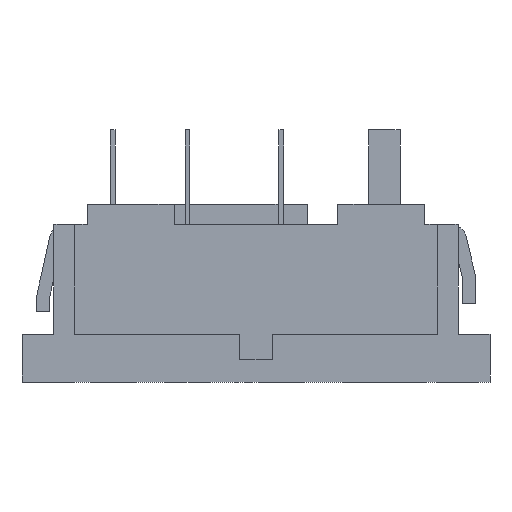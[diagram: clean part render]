
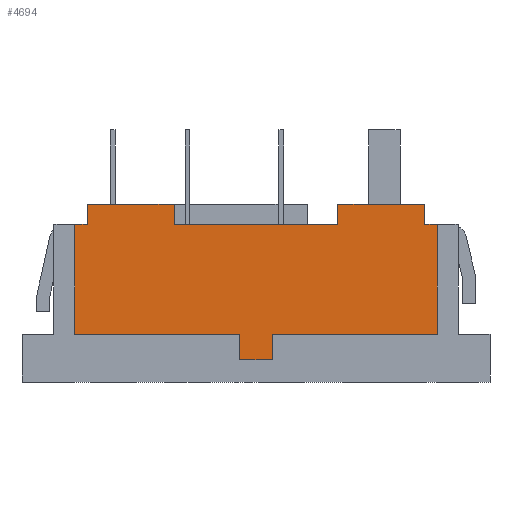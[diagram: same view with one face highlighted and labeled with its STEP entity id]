
A CAD part, left-side view. The second image highlights one B-rep face of the part: STEP entity #4694.
In plain terms, the highlighted planar face has unit normal (-1, 0, 0).
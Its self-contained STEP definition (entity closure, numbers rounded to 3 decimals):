
#145=DIRECTION('',(0.,-1.,0.));
#146=VECTOR('',#145,0.8);
#147=CARTESIAN_POINT('',(-9.322,11.405,0.));
#148=LINE('',#147,#146);
#285=DIRECTION('',(0.,-1.,0.));
#286=VECTOR('',#285,0.8);
#287=CARTESIAN_POINT('',(-9.322,-10.605,0.));
#288=LINE('',#287,#286);
#301=DIRECTION('',(0.,-1.,0.));
#302=VECTOR('',#301,10.287);
#303=CARTESIAN_POINT('',(-9.322,5.144,0.));
#304=LINE('',#303,#302);
#801=DIRECTION('',(0.,0.,1.));
#802=VECTOR('',#801,1.27);
#803=CARTESIAN_POINT('',(-9.322,5.144,0.));
#804=LINE('',#803,#802);
#805=DIRECTION('',(0.,0.,1.));
#806=VECTOR('',#805,1.27);
#807=CARTESIAN_POINT('',(-9.322,-5.144,0.));
#808=LINE('',#807,#806);
#809=DIRECTION('',(0.,0.,1.));
#810=VECTOR('',#809,6.909);
#811=CARTESIAN_POINT('',(-9.322,-11.405,-6.909));
#812=LINE('',#811,#810);
#813=DIRECTION('',(0.,-1.,0.));
#814=VECTOR('',#813,10.389);
#815=CARTESIAN_POINT('',(-9.322,-1.016,-6.909));
#816=LINE('',#815,#814);
#817=DIRECTION('',(0.,0.,1.));
#818=VECTOR('',#817,1.6);
#819=CARTESIAN_POINT('',(-9.322,-1.016,-8.509));
#820=LINE('',#819,#818);
#821=DIRECTION('',(0.,-1.,0.));
#822=VECTOR('',#821,2.032);
#823=CARTESIAN_POINT('',(-9.322,1.016,-8.509));
#824=LINE('',#823,#822);
#825=DIRECTION('',(0.,0.,-1.));
#826=VECTOR('',#825,1.6);
#827=CARTESIAN_POINT('',(-9.322,1.016,-6.909));
#828=LINE('',#827,#826);
#829=DIRECTION('',(0.,-1.,0.));
#830=VECTOR('',#829,10.389);
#831=CARTESIAN_POINT('',(-9.322,11.405,-6.909));
#832=LINE('',#831,#830);
#833=DIRECTION('',(0.,0.,-1.));
#834=VECTOR('',#833,6.909);
#835=CARTESIAN_POINT('',(-9.322,11.405,0.));
#836=LINE('',#835,#834);
#837=DIRECTION('',(0.,0.,1.));
#838=VECTOR('',#837,1.27);
#839=CARTESIAN_POINT('',(-9.322,10.605,0.));
#840=LINE('',#839,#838);
#849=DIRECTION('',(0.,0.,1.));
#850=VECTOR('',#849,1.27);
#851=CARTESIAN_POINT('',(-9.322,-10.605,0.));
#852=LINE('',#851,#850);
#853=DIRECTION('',(0.,-1.,0.));
#854=VECTOR('',#853,5.461);
#855=CARTESIAN_POINT('',(-9.322,10.605,1.27));
#856=LINE('',#855,#854);
#921=DIRECTION('',(0.,-1.,0.));
#922=VECTOR('',#921,5.461);
#923=CARTESIAN_POINT('',(-9.322,-5.144,1.27));
#924=LINE('',#923,#922);
#3213=CARTESIAN_POINT('',(-9.322,11.405,-6.909));
#3214=CARTESIAN_POINT('',(-9.322,1.016,-6.909));
#3215=VERTEX_POINT('',#3213);
#3216=VERTEX_POINT('',#3214);
#3217=CARTESIAN_POINT('',(-9.322,1.016,-8.509));
#3218=VERTEX_POINT('',#3217);
#3219=CARTESIAN_POINT('',(-9.322,-1.016,-8.509));
#3220=VERTEX_POINT('',#3219);
#3221=CARTESIAN_POINT('',(-9.322,-1.016,-6.909));
#3222=VERTEX_POINT('',#3221);
#3223=CARTESIAN_POINT('',(-9.322,-11.405,-6.909));
#3224=VERTEX_POINT('',#3223);
#3226=CARTESIAN_POINT('',(-9.322,-11.405,0.));
#3228=VERTEX_POINT('',#3226);
#3230=CARTESIAN_POINT('',(-9.322,11.405,0.));
#3232=VERTEX_POINT('',#3230);
#3525=CARTESIAN_POINT('',(-9.322,10.605,1.27));
#3526=CARTESIAN_POINT('',(-9.322,5.144,1.27));
#3527=VERTEX_POINT('',#3525);
#3528=VERTEX_POINT('',#3526);
#3557=CARTESIAN_POINT('',(-9.322,-10.605,1.27));
#3559=VERTEX_POINT('',#3557);
#3563=CARTESIAN_POINT('',(-9.322,-5.144,1.27));
#3564=VERTEX_POINT('',#3563);
#3565=CARTESIAN_POINT('',(-9.322,5.144,0.));
#3567=VERTEX_POINT('',#3565);
#3571=CARTESIAN_POINT('',(-9.322,10.605,0.));
#3572=VERTEX_POINT('',#3571);
#3597=CARTESIAN_POINT('',(-9.322,-10.605,0.));
#3599=VERTEX_POINT('',#3597);
#3603=CARTESIAN_POINT('',(-9.322,-5.144,0.));
#3604=VERTEX_POINT('',#3603);
#4660=CARTESIAN_POINT('',(-9.322,-14.707,0.));
#4661=DIRECTION('',(-1.,0.,0.));
#4662=DIRECTION('',(0.,-1.,0.));
#4663=AXIS2_PLACEMENT_3D('',#4660,#4661,#4662);
#4664=PLANE('',#4663);
#4665=ORIENTED_EDGE('',*,*,#4342,.T.);
#4667=ORIENTED_EDGE('',*,*,#4666,.T.);
#4669=ORIENTED_EDGE('',*,*,#4668,.T.);
#4671=ORIENTED_EDGE('',*,*,#4670,.F.);
#4672=ORIENTED_EDGE('',*,*,#4334,.T.);
#4673=ORIENTED_EDGE('',*,*,#4233,.F.);
#4675=ORIENTED_EDGE('',*,*,#4674,.F.);
#4677=ORIENTED_EDGE('',*,*,#4676,.F.);
#4679=ORIENTED_EDGE('',*,*,#4678,.F.);
#4681=ORIENTED_EDGE('',*,*,#4680,.F.);
#4683=ORIENTED_EDGE('',*,*,#4682,.F.);
#4685=ORIENTED_EDGE('',*,*,#4684,.F.);
#4686=ORIENTED_EDGE('',*,*,#4249,.T.);
#4688=ORIENTED_EDGE('',*,*,#4687,.T.);
#4690=ORIENTED_EDGE('',*,*,#4689,.T.);
#4691=ORIENTED_EDGE('',*,*,#4651,.F.);
#4692=EDGE_LOOP('',(#4665,#4667,#4669,#4671,#4672,#4673,#4675,#4677,#4679,#4681,
#4683,#4685,#4686,#4688,#4690,#4691));
#4693=FACE_OUTER_BOUND('',#4692,.F.);
#4233=EDGE_CURVE('',#3224,#3228,#812,.T.);
#4249=EDGE_CURVE('',#3232,#3572,#148,.T.);
#4334=EDGE_CURVE('',#3599,#3228,#288,.T.);
#4342=EDGE_CURVE('',#3567,#3604,#304,.T.);
#4651=EDGE_CURVE('',#3567,#3528,#804,.T.);
#4666=EDGE_CURVE('',#3604,#3564,#808,.T.);
#4668=EDGE_CURVE('',#3564,#3559,#924,.T.);
#4670=EDGE_CURVE('',#3599,#3559,#852,.T.);
#4674=EDGE_CURVE('',#3222,#3224,#816,.T.);
#4676=EDGE_CURVE('',#3220,#3222,#820,.T.);
#4678=EDGE_CURVE('',#3218,#3220,#824,.T.);
#4680=EDGE_CURVE('',#3216,#3218,#828,.T.);
#4682=EDGE_CURVE('',#3215,#3216,#832,.T.);
#4684=EDGE_CURVE('',#3232,#3215,#836,.T.);
#4687=EDGE_CURVE('',#3572,#3527,#840,.T.);
#4689=EDGE_CURVE('',#3527,#3528,#856,.T.);
#4694=ADVANCED_FACE('',(#4693),#4664,.T.);
